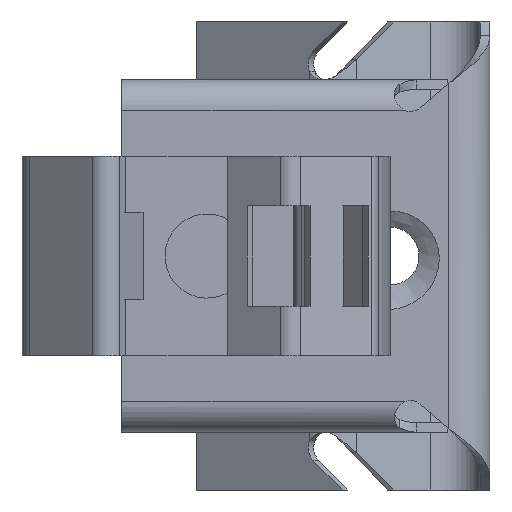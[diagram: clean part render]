
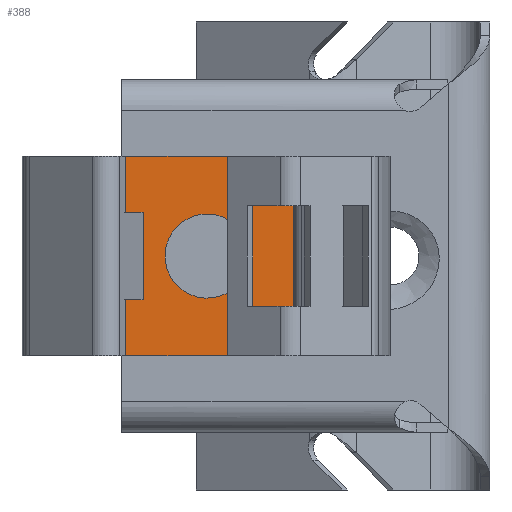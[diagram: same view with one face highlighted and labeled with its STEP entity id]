
A CAD part, front view. The second image highlights one B-rep face of the part: STEP entity #388.
In plain terms, the highlighted planar face has unit normal (0, -1, 0).
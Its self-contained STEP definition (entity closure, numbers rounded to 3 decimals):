
#55 = VERTEX_POINT ( 'NONE', #4990 ) ;
#122 = DIRECTION ( 'NONE',  ( 0., 0., 1. ) ) ;
#147 = EDGE_CURVE ( 'NONE', #2483, #3563, #3841, .T. ) ;
#245 = CIRCLE ( 'NONE', #5059, 3.25 ) ;
#383 = ORIENTED_EDGE ( 'NONE', *, *, #147, .T. ) ;
#388 = ADVANCED_FACE ( 'NONE', ( #6801, #3349 ), #6591, .F. ) ;
#456 = VERTEX_POINT ( 'NONE', #3727 ) ;
#550 = EDGE_CURVE ( 'NONE', #3563, #2483, #245, .T. ) ;
#613 = AXIS2_PLACEMENT_3D ( 'NONE', #2636, #7156, #5997 ) ;
#644 = LINE ( 'NONE', #7318, #3076 ) ;
#833 = CARTESIAN_POINT ( 'NONE',  ( 1.362, 12.5, 37.098 ) ) ;
#843 = EDGE_CURVE ( 'NONE', #456, #7048, #5638, .T. ) ;
#1547 = EDGE_CURVE ( 'NONE', #55, #7048, #4126, .T. ) ;
#1632 = CARTESIAN_POINT ( 'NONE',  ( -1.888, 12.5, 37.098 ) ) ;
#1676 = CARTESIAN_POINT ( 'NONE',  ( 10.047, 12.5, 46.598 ) ) ;
#1677 = VERTEX_POINT ( 'NONE', #2681 ) ;
#1728 = ORIENTED_EDGE ( 'NONE', *, *, #2824, .F. ) ;
#1743 = DIRECTION ( 'NONE',  ( 0., 1., 0. ) ) ;
#2101 = ORIENTED_EDGE ( 'NONE', *, *, #1547, .T. ) ;
#2483 = VERTEX_POINT ( 'NONE', #3306 ) ;
#2636 = CARTESIAN_POINT ( 'NONE',  ( -16.212, 12.5, 46.598 ) ) ;
#2681 = CARTESIAN_POINT ( 'NONE',  ( -14.263, 12.5, 27.598 ) ) ;
#2690 = DIRECTION ( 'NONE',  ( 1., 0., 0. ) ) ;
#2759 = AXIS2_PLACEMENT_3D ( 'NONE', #1632, #1743, #4609 ) ;
#2812 = CARTESIAN_POINT ( 'NONE',  ( -1.888, 12.5, 37.098 ) ) ;
#2824 = EDGE_CURVE ( 'NONE', #1677, #456, #644, .T. ) ;
#3076 = VECTOR ( 'NONE', #6321, 1000. ) ;
#3102 = EDGE_CURVE ( 'NONE', #55, #1677, #3604, .T. ) ;
#3143 = EDGE_LOOP ( 'NONE', ( #2101, #5393, #1728, #4119 ) ) ;
#3306 = CARTESIAN_POINT ( 'NONE',  ( -5.138, 12.5, 37.098 ) ) ;
#3349 = FACE_OUTER_BOUND ( 'NONE', #3143, .T. ) ;
#3384 = DIRECTION ( 'NONE',  ( -1., 0., 0. ) ) ;
#3563 = VERTEX_POINT ( 'NONE', #833 ) ;
#3604 = LINE ( 'NONE', #4740, #4292 ) ;
#3727 = CARTESIAN_POINT ( 'NONE',  ( -14.263, 12.5, 46.598 ) ) ;
#3841 = CIRCLE ( 'NONE', #2759, 3.25 ) ;
#3894 = CARTESIAN_POINT ( 'NONE',  ( -14.989, 12.5, 46.598 ) ) ;
#4119 = ORIENTED_EDGE ( 'NONE', *, *, #3102, .F. ) ;
#4126 = LINE ( 'NONE', #4734, #7146 ) ;
#4208 = DIRECTION ( 'NONE',  ( -1., 0., 0. ) ) ;
#4292 = VECTOR ( 'NONE', #4208, 1000. ) ;
#4609 = DIRECTION ( 'NONE',  ( -1., 0., 0. ) ) ;
#4661 = ORIENTED_EDGE ( 'NONE', *, *, #550, .T. ) ;
#4734 = CARTESIAN_POINT ( 'NONE',  ( 10.047, 12.5, 46.598 ) ) ;
#4740 = CARTESIAN_POINT ( 'NONE',  ( 10.728, 12.5, 27.598 ) ) ;
#4990 = CARTESIAN_POINT ( 'NONE',  ( 10.047, 12.5, 27.598 ) ) ;
#5059 = AXIS2_PLACEMENT_3D ( 'NONE', #2812, #6238, #3384 ) ;
#5393 = ORIENTED_EDGE ( 'NONE', *, *, #843, .F. ) ;
#5638 = LINE ( 'NONE', #3894, #7335 ) ;
#5997 = DIRECTION ( 'NONE',  ( 1., 0., 0. ) ) ;
#6238 = DIRECTION ( 'NONE',  ( 0., 1., 0. ) ) ;
#6321 = DIRECTION ( 'NONE',  ( 0., 0., 1. ) ) ;
#6591 = PLANE ( 'NONE',  #613 ) ;
#6801 = FACE_BOUND ( 'NONE', #7438, .T. ) ;
#7048 = VERTEX_POINT ( 'NONE', #1676 ) ;
#7146 = VECTOR ( 'NONE', #122, 1000. ) ;
#7156 = DIRECTION ( 'NONE',  ( 0., 1., 0. ) ) ;
#7318 = CARTESIAN_POINT ( 'NONE',  ( -14.263, 12.5, 46.598 ) ) ;
#7335 = VECTOR ( 'NONE', #2690, 1000. ) ;
#7438 = EDGE_LOOP ( 'NONE', ( #383, #4661 ) ) ;
